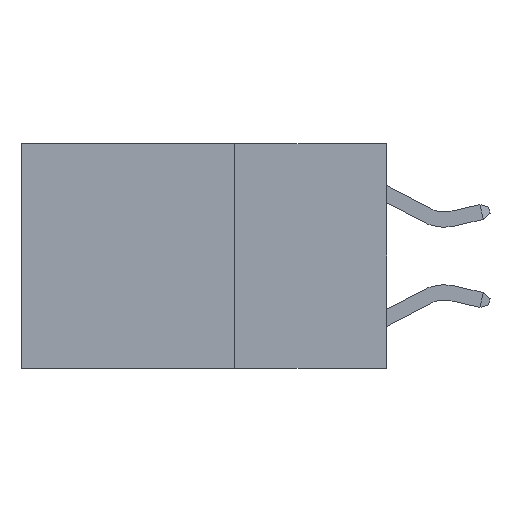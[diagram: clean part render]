
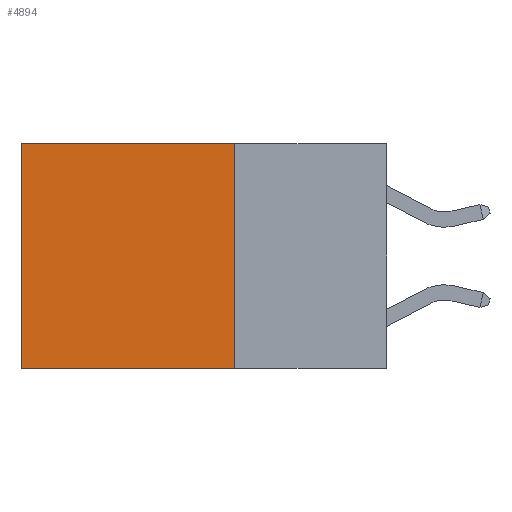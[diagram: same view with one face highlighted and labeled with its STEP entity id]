
A CAD part, left-side view. The second image highlights one B-rep face of the part: STEP entity #4894.
In plain terms, the highlighted planar face has unit normal (-1, 0, 0).
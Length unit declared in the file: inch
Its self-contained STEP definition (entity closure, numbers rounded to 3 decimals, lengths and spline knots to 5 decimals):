
#66 = EDGE_CURVE ( 'NONE', #8509, #639, #3714, .T. ) ;
#227 = EDGE_CURVE ( 'NONE', #3017, #8922, #6538, .T. ) ;
#299 = CARTESIAN_POINT ( 'NONE',  ( 0.2625, 0.6, -0.37 ) ) ;
#545 = EDGE_CURVE ( 'NONE', #639, #8922, #8092, .T. ) ;
#639 = VERTEX_POINT ( 'NONE', #1192 ) ;
#811 = VECTOR ( 'NONE', #10290, 39.37008 ) ;
#1192 = CARTESIAN_POINT ( 'NONE',  ( 0.2625, 0.25, -0.37 ) ) ;
#1298 = CARTESIAN_POINT ( 'NONE',  ( 0.2625, 0.25, 0. ) ) ;
#1624 = ORIENTED_EDGE ( 'NONE', *, *, #545, .F. ) ;
#1812 = CARTESIAN_POINT ( 'NONE',  ( 0.2625, 0.25, 0. ) ) ;
#2059 = DIRECTION ( 'NONE',  ( 1., 0., 0. ) ) ;
#2503 = ORIENTED_EDGE ( 'NONE', *, *, #66, .F. ) ;
#2591 = EDGE_LOOP ( 'NONE', ( #6614, #1624, #2503, #6274 ) ) ;
#3017 = VERTEX_POINT ( 'NONE', #9865 ) ;
#3058 = VECTOR ( 'NONE', #7084, 39.37008 ) ;
#3411 = VECTOR ( 'NONE', #10529, 39.37008 ) ;
#3451 = AXIS2_PLACEMENT_3D ( 'NONE', #8014, #2059, #7104 ) ;
#3563 = LINE ( 'NONE', #1812, #811 ) ;
#3714 = LINE ( 'NONE', #4639, #3058 ) ;
#4046 = CARTESIAN_POINT ( 'NONE',  ( 0.2625, 0.6, 0. ) ) ;
#4628 = CARTESIAN_POINT ( 'NONE',  ( 0.2625, 0.25, -0.37 ) ) ;
#4639 = CARTESIAN_POINT ( 'NONE',  ( 0.2625, 0.25, 0. ) ) ;
#4894 = ADVANCED_FACE ( 'NONE', ( #10635 ), #8910, .F. ) ;
#4980 = DIRECTION ( 'NONE',  ( 0., 0., -1. ) ) ;
#6274 = ORIENTED_EDGE ( 'NONE', *, *, #7858, .T. ) ;
#6538 = LINE ( 'NONE', #4046, #9986 ) ;
#6614 = ORIENTED_EDGE ( 'NONE', *, *, #227, .T. ) ;
#7084 = DIRECTION ( 'NONE',  ( 0., 0., -1. ) ) ;
#7104 = DIRECTION ( 'NONE',  ( 0., 0., -1. ) ) ;
#7858 = EDGE_CURVE ( 'NONE', #8509, #3017, #3563, .T. ) ;
#8014 = CARTESIAN_POINT ( 'NONE',  ( 0.2625, 0.25, 0. ) ) ;
#8092 = LINE ( 'NONE', #4628, #3411 ) ;
#8509 = VERTEX_POINT ( 'NONE', #1298 ) ;
#8910 = PLANE ( 'NONE',  #3451 ) ;
#8922 = VERTEX_POINT ( 'NONE', #299 ) ;
#9865 = CARTESIAN_POINT ( 'NONE',  ( 0.2625, 0.6, 0. ) ) ;
#9986 = VECTOR ( 'NONE', #4980, 39.37008 ) ;
#10290 = DIRECTION ( 'NONE',  ( 0., 1., 0. ) ) ;
#10529 = DIRECTION ( 'NONE',  ( 0., 1., 0. ) ) ;
#10635 = FACE_OUTER_BOUND ( 'NONE', #2591, .T. ) ;
